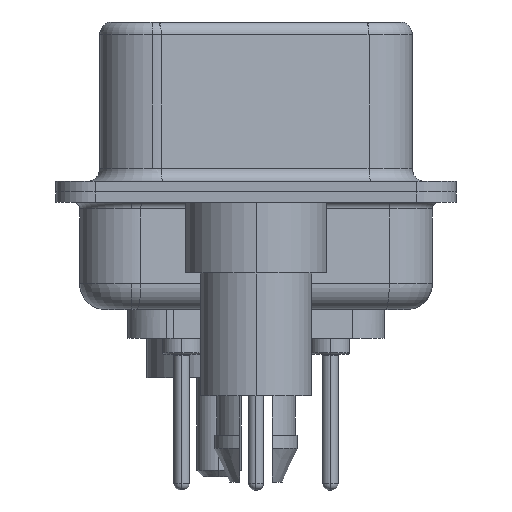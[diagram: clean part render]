
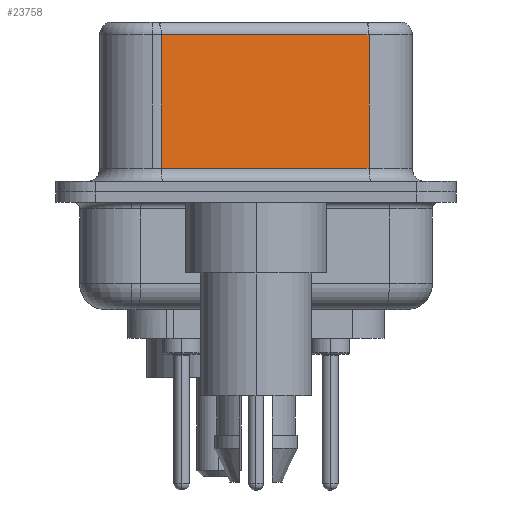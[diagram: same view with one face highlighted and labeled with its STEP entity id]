
A CAD part, left-side view. The second image highlights one B-rep face of the part: STEP entity #23758.
In plain terms, the highlighted planar face has unit normal (-0.985, -0.174, 0).
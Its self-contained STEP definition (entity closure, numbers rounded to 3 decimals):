
#526 = DIRECTION ( 'NONE',  ( 0., 0., -1. ) ) ;
#1038 = CARTESIAN_POINT ( 'NONE',  ( 3.73, 3.628, 6.52 ) ) ;
#1182 = EDGE_CURVE ( 'NONE', #17927, #23019, #27379, .T. ) ;
#1521 = ORIENTED_EDGE ( 'NONE', *, *, #19852, .T. ) ;
#2179 = EDGE_LOOP ( 'NONE', ( #18685, #14792, #1521, #5602 ) ) ;
#3604 = LINE ( 'NONE', #22238, #9438 ) ;
#4343 = CARTESIAN_POINT ( 'NONE',  ( 5.132, -4.322, 6.52 ) ) ;
#5602 = ORIENTED_EDGE ( 'NONE', *, *, #11942, .T. ) ;
#5660 = DIRECTION ( 'NONE',  ( -0.174, 0.985, 0. ) ) ;
#6110 = DIRECTION ( 'NONE',  ( 0.174, -0.985, 0. ) ) ;
#8197 = CARTESIAN_POINT ( 'NONE',  ( 3.73, 3.628, 0.9 ) ) ;
#9375 = CARTESIAN_POINT ( 'NONE',  ( 5.132, -4.322, 6.02 ) ) ;
#9438 = VECTOR ( 'NONE', #5660, 1000. ) ;
#10320 = VECTOR ( 'NONE', #28694, 1000. ) ;
#11081 = LINE ( 'NONE', #20233, #23882 ) ;
#11942 = EDGE_CURVE ( 'NONE', #27445, #23019, #11081, .T. ) ;
#12352 = FACE_OUTER_BOUND ( 'NONE', #2179, .T. ) ;
#14792 = ORIENTED_EDGE ( 'NONE', *, *, #29404, .T. ) ;
#15683 = VECTOR ( 'NONE', #526, 1000. ) ;
#16212 = LINE ( 'NONE', #1038, #10320 ) ;
#17927 = VERTEX_POINT ( 'NONE', #9375 ) ;
#18685 = ORIENTED_EDGE ( 'NONE', *, *, #1182, .F. ) ;
#19852 = EDGE_CURVE ( 'NONE', #24888, #27445, #16212, .T. ) ;
#20233 = CARTESIAN_POINT ( 'NONE',  ( 5.132, -4.322, 0.9 ) ) ;
#20519 = DIRECTION ( 'NONE',  ( -0.174, 0.985, 0. ) ) ;
#22238 = CARTESIAN_POINT ( 'NONE',  ( 5.132, -4.322, 6.02 ) ) ;
#23019 = VERTEX_POINT ( 'NONE', #26259 ) ;
#23758 = ADVANCED_FACE ( 'NONE', ( #12352 ), #27463, .F. ) ;
#23761 = CARTESIAN_POINT ( 'NONE',  ( 3.73, 3.628, 6.02 ) ) ;
#23863 = CARTESIAN_POINT ( 'NONE',  ( 5.132, -4.322, 6.52 ) ) ;
#23882 = VECTOR ( 'NONE', #6110, 1000. ) ;
#24888 = VERTEX_POINT ( 'NONE', #23761 ) ;
#26259 = CARTESIAN_POINT ( 'NONE',  ( 5.132, -4.322, 0.9 ) ) ;
#27341 = DIRECTION ( 'NONE',  ( 0.985, 0.174, 0. ) ) ;
#27379 = LINE ( 'NONE', #23863, #15683 ) ;
#27445 = VERTEX_POINT ( 'NONE', #8197 ) ;
#27463 = PLANE ( 'NONE',  #29008 ) ;
#28694 = DIRECTION ( 'NONE',  ( 0., 0., -1. ) ) ;
#29008 = AXIS2_PLACEMENT_3D ( 'NONE', #4343, #27341, #20519 ) ;
#29404 = EDGE_CURVE ( 'NONE', #17927, #24888, #3604, .T. ) ;
